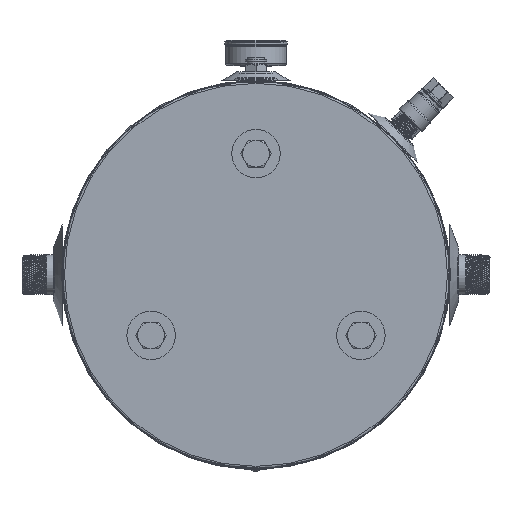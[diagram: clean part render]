
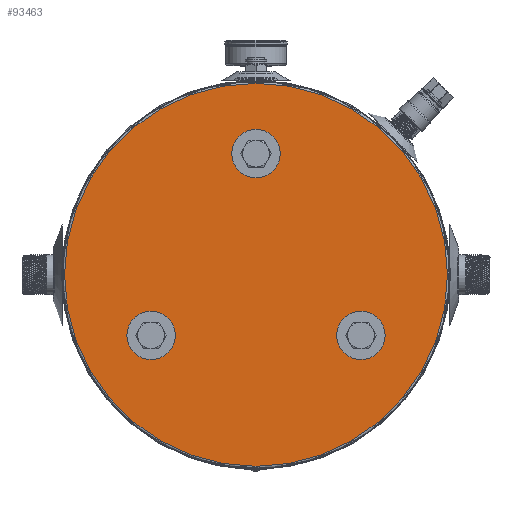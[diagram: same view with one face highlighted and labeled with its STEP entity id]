
A CAD part, front view. The second image highlights one B-rep face of the part: STEP entity #93463.
In plain terms, the highlighted planar face has unit normal (0, -1, 0).
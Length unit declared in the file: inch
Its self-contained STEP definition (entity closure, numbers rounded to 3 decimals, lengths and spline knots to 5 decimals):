
#1954 = CARTESIAN_POINT ( 'NONE',  ( -4.33099, 1.35, -1.5005 ) ) ;
#2544 = VERTEX_POINT ( 'NONE', #1954 ) ;
#5398 = EDGE_CURVE ( 'NONE', #70825, #70825, #48053, .T. ) ;
#6200 = FACE_BOUND ( 'NONE', #7349, .T. ) ;
#7349 = EDGE_LOOP ( 'NONE', ( #79298 ) ) ;
#7451 = CARTESIAN_POINT ( 'NONE',  ( 0., 1.35, 0. ) ) ;
#8410 = EDGE_CURVE ( 'NONE', #117512, #117512, #10341, .T. ) ;
#10012 = EDGE_LOOP ( 'NONE', ( #101286 ) ) ;
#10341 = CIRCLE ( 'NONE', #77206, 7.905 ) ;
#11392 = DIRECTION ( 'NONE',  ( 0., 0., 1. ) ) ;
#17035 = DIRECTION ( 'NONE',  ( 0., 0., -1. ) ) ;
#22421 = AXIS2_PLACEMENT_3D ( 'NONE', #23606, #70816, #61244 ) ;
#23355 = AXIS2_PLACEMENT_3D ( 'NONE', #109152, #27177, #70271 ) ;
#23606 = CARTESIAN_POINT ( 'NONE',  ( 0., 1.35, 0. ) ) ;
#26782 = CARTESIAN_POINT ( 'NONE',  ( 0., 1.35, 5.001 ) ) ;
#27177 = DIRECTION ( 'NONE',  ( 0., 1., 0. ) ) ;
#27369 = DIRECTION ( 'NONE',  ( 0., 0., 1. ) ) ;
#35565 = CARTESIAN_POINT ( 'NONE',  ( 0., 1.35, 6.001 ) ) ;
#37522 = DIRECTION ( 'NONE',  ( 0., 1., 0. ) ) ;
#42143 = FACE_OUTER_BOUND ( 'NONE', #10012, .T. ) ;
#42147 = EDGE_LOOP ( 'NONE', ( #97568 ) ) ;
#44478 = PLANE ( 'NONE',  #22421 ) ;
#47243 = CARTESIAN_POINT ( 'NONE',  ( 4.33099, 1.35, -2.5005 ) ) ;
#48053 = CIRCLE ( 'NONE', #92105, 1. ) ;
#51658 = FACE_BOUND ( 'NONE', #62486, .T. ) ;
#52846 = FACE_BOUND ( 'NONE', #42147, .T. ) ;
#61244 = DIRECTION ( 'NONE',  ( 0., 0., 1. ) ) ;
#62486 = EDGE_LOOP ( 'NONE', ( #115435 ) ) ;
#70271 = DIRECTION ( 'NONE',  ( 0., 0., 1. ) ) ;
#70816 = DIRECTION ( 'NONE',  ( 0., 1., 0. ) ) ;
#70825 = VERTEX_POINT ( 'NONE', #35565 ) ;
#72156 = CIRCLE ( 'NONE', #96792, 1. ) ;
#75084 = CARTESIAN_POINT ( 'NONE',  ( 4.33099, 1.35, -1.5005 ) ) ;
#77206 = AXIS2_PLACEMENT_3D ( 'NONE', #7451, #88222, #17035 ) ;
#79298 = ORIENTED_EDGE ( 'NONE', *, *, #5398, .T. ) ;
#88222 = DIRECTION ( 'NONE',  ( 0., -1., 0. ) ) ;
#92105 = AXIS2_PLACEMENT_3D ( 'NONE', #26782, #37522, #27369 ) ;
#92168 = CIRCLE ( 'NONE', #23355, 1. ) ;
#93463 = ADVANCED_FACE ( 'NONE', ( #51658, #52846, #6200, #42143 ), #44478, .F. ) ;
#94516 = DIRECTION ( 'NONE',  ( 0., 1., 0. ) ) ;
#94525 = EDGE_CURVE ( 'NONE', #101445, #101445, #72156, .T. ) ;
#96601 = CARTESIAN_POINT ( 'NONE',  ( 0., 1.35, -7.905 ) ) ;
#96792 = AXIS2_PLACEMENT_3D ( 'NONE', #47243, #94516, #11392 ) ;
#97568 = ORIENTED_EDGE ( 'NONE', *, *, #94525, .T. ) ;
#101286 = ORIENTED_EDGE ( 'NONE', *, *, #8410, .T. ) ;
#101445 = VERTEX_POINT ( 'NONE', #75084 ) ;
#109152 = CARTESIAN_POINT ( 'NONE',  ( -4.33099, 1.35, -2.5005 ) ) ;
#115435 = ORIENTED_EDGE ( 'NONE', *, *, #117187, .T. ) ;
#117187 = EDGE_CURVE ( 'NONE', #2544, #2544, #92168, .T. ) ;
#117512 = VERTEX_POINT ( 'NONE', #96601 ) ;
